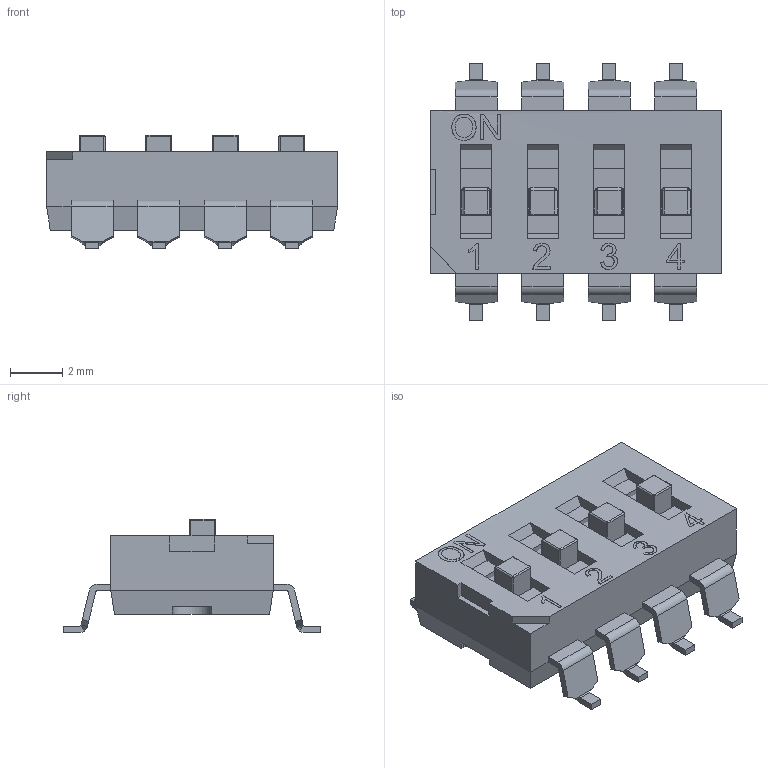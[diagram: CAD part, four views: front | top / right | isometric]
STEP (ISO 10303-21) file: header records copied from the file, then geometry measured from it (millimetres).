
FILE_DESCRIPTION(/* description */ (''),/* implementation_level */ '2;1');
FILE_NAME(/* name */ 'SMD DIP SWITCH 4P.step',/* time_stamp */ '2021-04-01T12:34:16+02:00',/* author */ (''),/* organization */ (''),/* preprocessor_version */ 'ST-DEVELOPER v18.1',/* originating_system */ 'Autodesk Translation Framework v9.10.0.1330',/* authorisation */ '');
FILE_SCHEMA (('AUTOMOTIVE_DESIGN { 1 0 10303 214 3 1 1 }'));
Length unit declared in the file: millimetre
Products named in the file (1): SMD DIP SWITCH 4P
Bounding box: 11.1 x 9.8 x 4.32 mm (x, y, z)
Volume: 215.7 mm3; surface area: 467.4 mm2
Topology: 13 solids, 13 shells, 738 faces, 1994 edges, 1254 vertices
Faces by surface type: plane 461, cylinder 217, bspline 28, sphere 16, torus 16
Full cylindrical faces by diameter (mm): 0.57 x4, 0.6 x12
Entity records: 24050 total; most frequent: CARTESIAN_POINT 5257, ORIENTED_EDGE 3988, DIRECTION 3798, EDGE_CURVE 1994, LINE 1468, VECTOR 1468, VERTEX_POINT 1254, AXIS2_PLACEMENT_3D 1165
